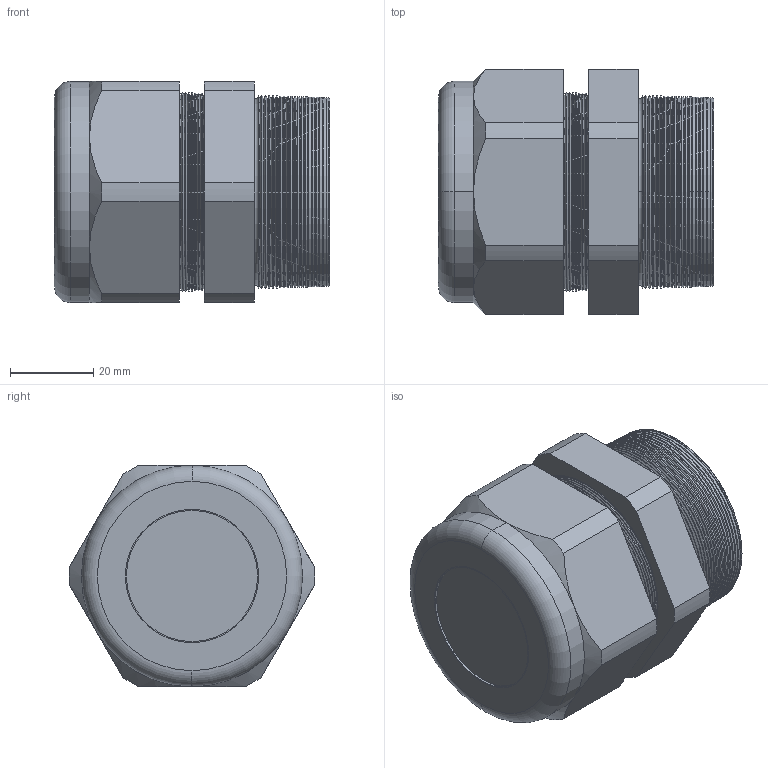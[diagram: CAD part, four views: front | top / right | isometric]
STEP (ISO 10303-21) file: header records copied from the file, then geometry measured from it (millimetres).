
FILE_DESCRIPTION (( 'STEP AP203' ), '1' );
FILE_NAME ('CD36NP-BK.STEP', '2008-06-23T06:51:19', ( 'BSI05' ), ( 'BAYSTATE' ), 'SwSTEP 2.0', 'SolidWorks 2007', '' );
FILE_SCHEMA (( 'CONFIG_CONTROL_DESIGN' ));
Length unit declared in the file: inch
Products named in the file (1): CD36NP-BK
Bounding box: 66.04 x 58.91 x 53.09 mm (x, y, z)
Volume: 91316.3 mm3; surface area: 26957 mm2
Topology: 2 solids, 2 shells, 223 faces, 464 edges, 250 vertices
Faces by surface type: cone 176, plane 21, cylinder 20, torus 6
Entity records: 5947 total; most frequent: DIRECTION 1132, CARTESIAN_POINT 1042, ORIENTED_EDGE 928, EDGE_CURVE 464, AXIS2_PLACEMENT_3D 456, VERTEX_POINT 250, CIRCLE 232, EDGE_LOOP 230
